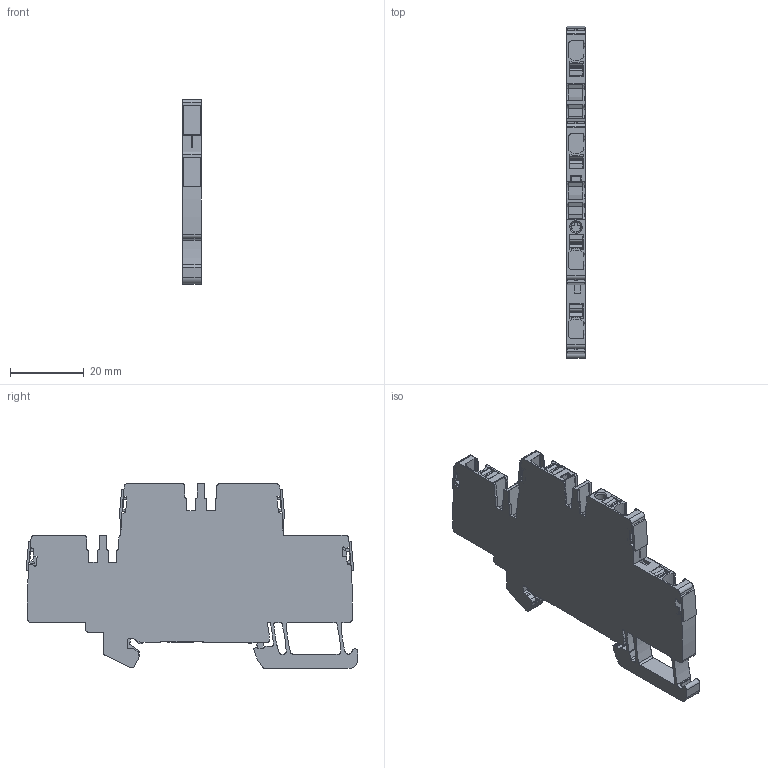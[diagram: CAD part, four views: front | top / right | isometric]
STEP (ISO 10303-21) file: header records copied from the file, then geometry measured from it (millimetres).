
FILE_DESCRIPTION(('CATIA V5R22 STEP214','CAx-IF Rec.Pracs.--- Model Styling and Organization---1.4--- 2014-01-23'),'2;1');
FILE_NAME ('1135648-2_1', '2019-07-03T05:25:50+00:00', ('Weidmueller Interface'), ('Weidmueller'), 'CATIA Version 5-6 Release 2016 SP3 HF44', 'CATIA V5 STEP AP214', 'none');
FILE_SCHEMA(('AUTOMOTIVE_DESIGN { 1 0 10303 214 1 1 1 1 }'));
Length unit declared in the file: millimetre
Products named in the file (1): 2675150000_A2T_2-5_PE_DL
Bounding box: 5.1 x 90.08 x 50.15 mm (x, y, z)
Volume: 14191.5 mm3; surface area: 16144.2 mm2
Topology: 16 solids, 16 shells, 1299 faces, 3760 edges, 2508 vertices
Faces by surface type: plane 648, cylinder 477, extrusion 152, torus 20, cone 2
Entity records: 41388 total; most frequent: CARTESIAN_POINT 9462, ORIENTED_EDGE 7520, DIRECTION 4993, EDGE_CURVE 3760, VECTOR 2607, VERTEX_POINT 2508, LINE 2455, AXIS2_PLACEMENT_3D 1687
